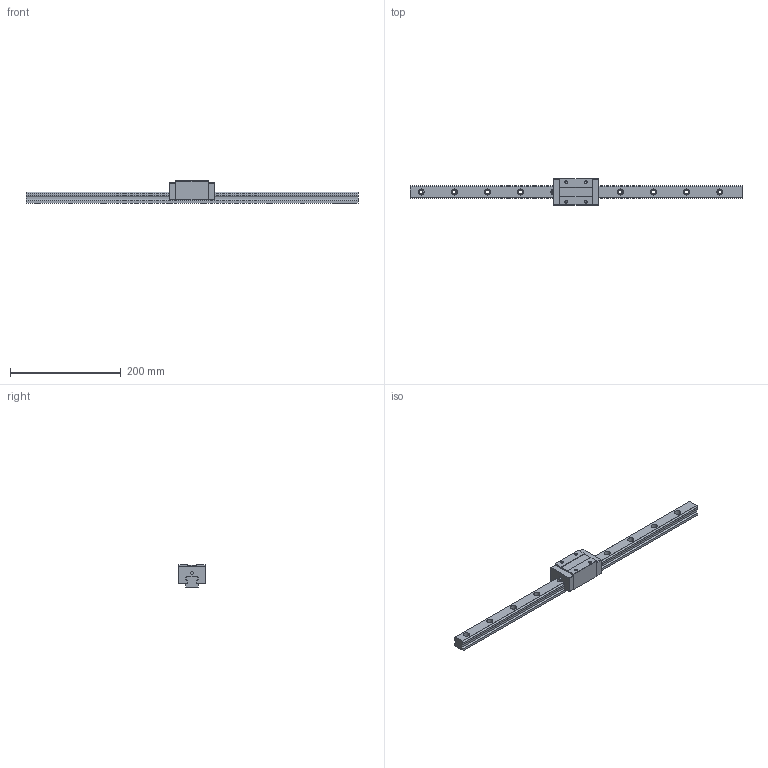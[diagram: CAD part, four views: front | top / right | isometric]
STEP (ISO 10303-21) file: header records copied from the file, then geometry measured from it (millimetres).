
FILE_DESCRIPTION (( 'STEP AP214' ), '1' );
FILE_NAME ('PBSA25NS.step', '2018-01-30T10:49:08', ( '' ), ( '' ), 'SwSTEP 2.0', 'SolidWorks 2017', '' );
FILE_SCHEMA (( 'AUTOMOTIVE_DESIGN' ));
Length unit declared in the file: millimetre
Products named in the file (1): PBSA25NS
Bounding box: 600 x 48 x 40 mm (x, y, z)
Volume: 339671 mm3; surface area: 77805.6 mm2
Topology: 2 solids, 2 shells, 156 faces, 408 edges, 264 vertices
Faces by surface type: cylinder 76, plane 64, cone 16
Entity records: 4867 total; most frequent: DIRECTION 878, CARTESIAN_POINT 821, ORIENTED_EDGE 800, EDGE_CURVE 400, AXIS2_PLACEMENT_3D 321, VERTEX_POINT 264, LINE 236, VECTOR 236
